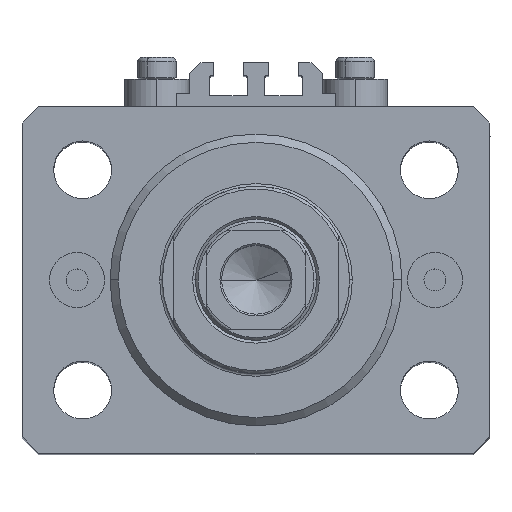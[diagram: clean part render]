
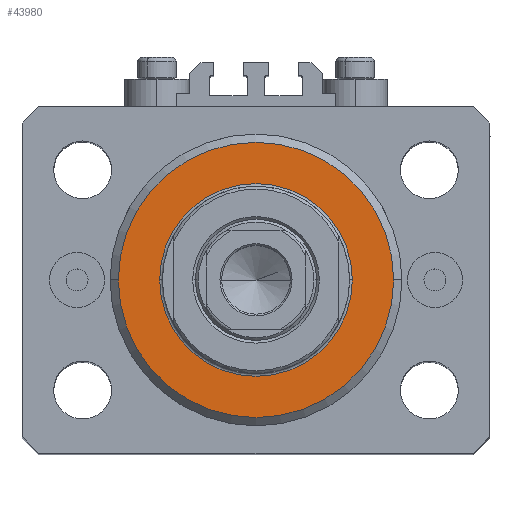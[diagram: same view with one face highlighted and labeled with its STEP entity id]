
A CAD part, top view. The second image highlights one B-rep face of the part: STEP entity #43980.
In plain terms, the highlighted face is planar.
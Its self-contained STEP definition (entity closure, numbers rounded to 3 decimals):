
#2140 = CARTESIAN_POINT ( 'NONE',  ( 0., 0., 0. ) ) ;
#2153 = FACE_BOUND ( 'NONE', #9896, .T. ) ;
#3489 = CIRCLE ( 'NONE', #23329, 25. ) ;
#6208 = CARTESIAN_POINT ( 'NONE',  ( 0., 0., 0. ) ) ;
#6306 = EDGE_LOOP ( 'NONE', ( #36107, #35350 ) ) ;
#9887 = VERTEX_POINT ( 'NONE', #45729 ) ;
#9896 = EDGE_LOOP ( 'NONE', ( #25609, #40269 ) ) ;
#11525 = EDGE_CURVE ( 'NONE', #28102, #13481, #33183, .T. ) ;
#12600 = AXIS2_PLACEMENT_3D ( 'NONE', #14568, #36980, #28881 ) ;
#13138 = DIRECTION ( 'NONE',  ( 0., 0., 1. ) ) ;
#13274 = DIRECTION ( 'NONE',  ( 1., 0., 0. ) ) ;
#13481 = VERTEX_POINT ( 'NONE', #30775 ) ;
#14568 = CARTESIAN_POINT ( 'NONE',  ( 0., 0., 0. ) ) ;
#15384 = AXIS2_PLACEMENT_3D ( 'NONE', #2140, #31267, #21168 ) ;
#17276 = EDGE_CURVE ( 'NONE', #9887, #30130, #3489, .T. ) ;
#17558 = DIRECTION ( 'NONE',  ( 0., 0., -1. ) ) ;
#18012 = CARTESIAN_POINT ( 'NONE',  ( -17.5, 0., 0. ) ) ;
#18413 = CIRCLE ( 'NONE', #15384, 17.5 ) ;
#21006 = DIRECTION ( 'NONE',  ( 1., 0., 0. ) ) ;
#21168 = DIRECTION ( 'NONE',  ( 1., 0., 0. ) ) ;
#23329 = AXIS2_PLACEMENT_3D ( 'NONE', #27657, #38630, #42211 ) ;
#24926 = EDGE_CURVE ( 'NONE', #30130, #9887, #40216, .T. ) ;
#25609 = ORIENTED_EDGE ( 'NONE', *, *, #38670, .T. ) ;
#27657 = CARTESIAN_POINT ( 'NONE',  ( 0., 0., 0. ) ) ;
#28102 = VERTEX_POINT ( 'NONE', #18012 ) ;
#28881 = DIRECTION ( 'NONE',  ( 1., 0., 0. ) ) ;
#30130 = VERTEX_POINT ( 'NONE', #42101 ) ;
#30775 = CARTESIAN_POINT ( 'NONE',  ( 17.5, 0., 0. ) ) ;
#31267 = DIRECTION ( 'NONE',  ( 0., 0., 1. ) ) ;
#31515 = FACE_OUTER_BOUND ( 'NONE', #6306, .T. ) ;
#33183 = CIRCLE ( 'NONE', #12600, 17.5 ) ;
#34748 = CARTESIAN_POINT ( 'NONE',  ( 0., 0., 0. ) ) ;
#35350 = ORIENTED_EDGE ( 'NONE', *, *, #24926, .T. ) ;
#36107 = ORIENTED_EDGE ( 'NONE', *, *, #17276, .T. ) ;
#36980 = DIRECTION ( 'NONE',  ( 0., 0., 1. ) ) ;
#38630 = DIRECTION ( 'NONE',  ( 0., 0., -1. ) ) ;
#38670 = EDGE_CURVE ( 'NONE', #13481, #28102, #18413, .T. ) ;
#39468 = AXIS2_PLACEMENT_3D ( 'NONE', #34748, #17558, #13274 ) ;
#40216 = CIRCLE ( 'NONE', #39468, 25. ) ;
#40269 = ORIENTED_EDGE ( 'NONE', *, *, #11525, .T. ) ;
#42101 = CARTESIAN_POINT ( 'NONE',  ( -25., 0., 0. ) ) ;
#42211 = DIRECTION ( 'NONE',  ( 1., 0., 0. ) ) ;
#42492 = PLANE ( 'NONE',  #44490 ) ;
#43980 = ADVANCED_FACE ( 'NONE', ( #2153, #31515 ), #42492, .F. ) ;
#44490 = AXIS2_PLACEMENT_3D ( 'NONE', #6208, #13138, #21006 ) ;
#45729 = CARTESIAN_POINT ( 'NONE',  ( 25., 0., 0. ) ) ;
